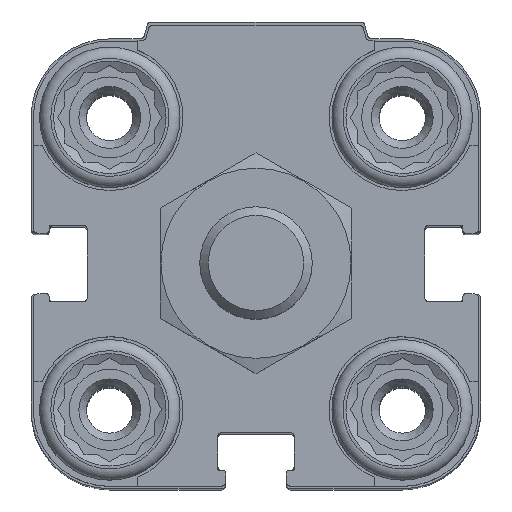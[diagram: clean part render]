
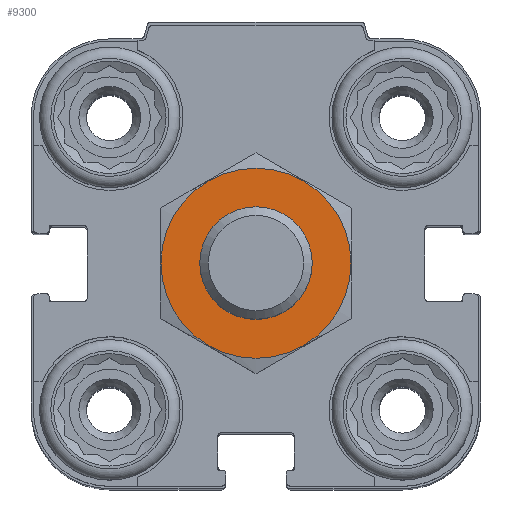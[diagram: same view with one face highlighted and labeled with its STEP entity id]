
A CAD part, top view. The second image highlights one B-rep face of the part: STEP entity #9300.
In plain terms, the highlighted face is planar.
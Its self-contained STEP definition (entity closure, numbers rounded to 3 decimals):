
#2013=PLANE('',#10153);
#4921=ORIENTED_EDGE('',*,*,#6252,.F.);
#4922=ORIENTED_EDGE('',*,*,#6253,.T.);
#6252=EDGE_CURVE('',#7159,#7159,#7466,.T.);
#6253=EDGE_CURVE('',#7160,#7160,#7467,.T.);
#7159=VERTEX_POINT('',#15885);
#7160=VERTEX_POINT('',#15887);
#7466=CIRCLE('',#10154,8.45);
#7467=CIRCLE('',#10155,5.);
#8096=EDGE_LOOP('',(#4921));
#8097=EDGE_LOOP('',(#4922));
#8742=FACE_BOUND('',#8096,.T.);
#8743=FACE_BOUND('',#8097,.T.);
#9300=ADVANCED_FACE('',(#8742,#8743),#2013,.F.);
#10153=AXIS2_PLACEMENT_3D('',#15883,#12581,#12582);
#10154=AXIS2_PLACEMENT_3D('',#15884,#12583,#12584);
#10155=AXIS2_PLACEMENT_3D('',#15886,#12585,#12586);
#12581=DIRECTION('',(0.,-1.,0.));
#12582=DIRECTION('',(0.,0.,-1.));
#12583=DIRECTION('',(0.,-1.,0.));
#12584=DIRECTION('',(0.,0.,-1.));
#12585=DIRECTION('',(0.,-1.,0.));
#12586=DIRECTION('',(0.,0.,-1.));
#15883=CARTESIAN_POINT('',(0.,0.,0.));
#15884=CARTESIAN_POINT('',(0.,0.,0.));
#15885=CARTESIAN_POINT('',(0.,0.,-8.45));
#15886=CARTESIAN_POINT('',(0.,0.,0.));
#15887=CARTESIAN_POINT('',(0.,0.,-5.));
